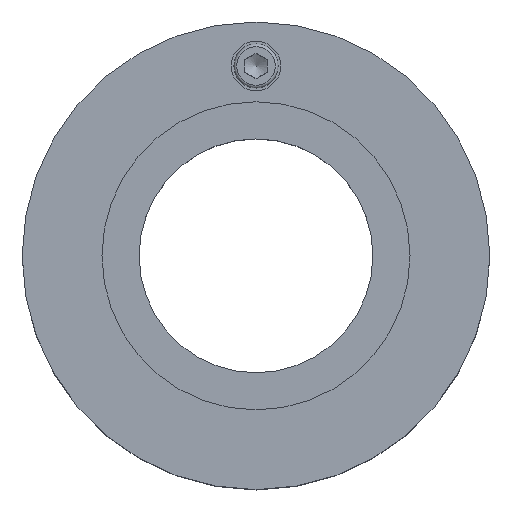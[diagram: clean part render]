
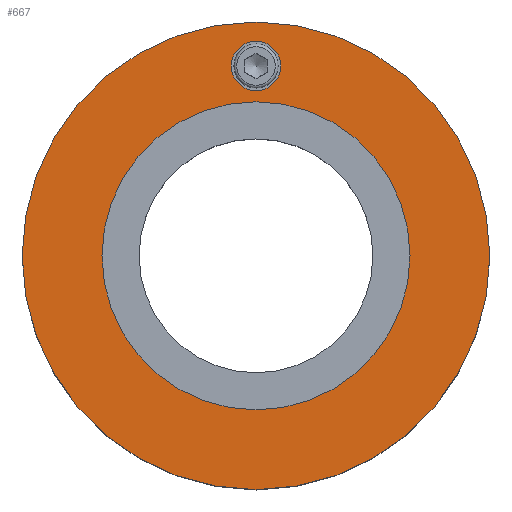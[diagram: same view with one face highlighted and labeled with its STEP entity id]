
A CAD part, top view. The second image highlights one B-rep face of the part: STEP entity #667.
In plain terms, the highlighted planar face has unit normal (0, 0, 1).
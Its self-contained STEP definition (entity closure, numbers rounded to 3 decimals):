
#534=CARTESIAN_POINT('',(9.0,69.0,78.0));
#535=VERTEX_POINT('',#534);
#536=CARTESIAN_POINT('',(0.0,69.0,78.0));
#537=DIRECTION('',(0.0,0.0,-1.0));
#538=DIRECTION('',(1.0,0.0,0.0));
#539=AXIS2_PLACEMENT_3D('',#536,#537,#538);
#540=CIRCLE('',#539,9.0);
#541=EDGE_CURVE('',#535,#535,#540,.T.);
#613=CARTESIAN_POINT('',(-56.,0.,78.0));
#614=VERTEX_POINT('',#613);
#615=CARTESIAN_POINT('',(0.0,0.0,78.0));
#616=DIRECTION('',(0.0,0.0,-1.0));
#617=DIRECTION('',(1.0,0.0,0.0));
#618=AXIS2_PLACEMENT_3D('',#615,#616,#617);
#619=CIRCLE('',#618,56.);
#620=EDGE_CURVE('',#614,#614,#619,.T.);
#641=CARTESIAN_POINT('',(85.0,0.,78.0));
#642=VERTEX_POINT('',#641);
#643=CARTESIAN_POINT('',(0.0,0.0,78.0));
#644=DIRECTION('',(0.0,0.0,-1.0));
#645=DIRECTION('',(-1.0,0.0,0.0));
#646=AXIS2_PLACEMENT_3D('',#643,#644,#645);
#647=CIRCLE('',#646,85.0);
#648=EDGE_CURVE('',#642,#642,#647,.T.);
#653=CARTESIAN_POINT('',(0.0,0.0,78.0));
#654=DIRECTION('',(0.0,0.0,-1.0));
#655=DIRECTION('',(-1.0,0.0,0.0));
#656=AXIS2_PLACEMENT_3D('',#653,#654,#655);
#657=PLANE('',#656);
#658=ORIENTED_EDGE('',*,*,#648,.F.);
#659=EDGE_LOOP('',(#658));
#660=FACE_OUTER_BOUND('',#659,.T.);
#661=ORIENTED_EDGE('',*,*,#541,.T.);
#662=EDGE_LOOP('',(#661));
#663=FACE_BOUND('',#662,.T.);
#664=ORIENTED_EDGE('',*,*,#620,.T.);
#665=EDGE_LOOP('',(#664));
#666=FACE_BOUND('',#665,.T.);
#667=ADVANCED_FACE('',(#660,#663,#666),#657,.F.);
